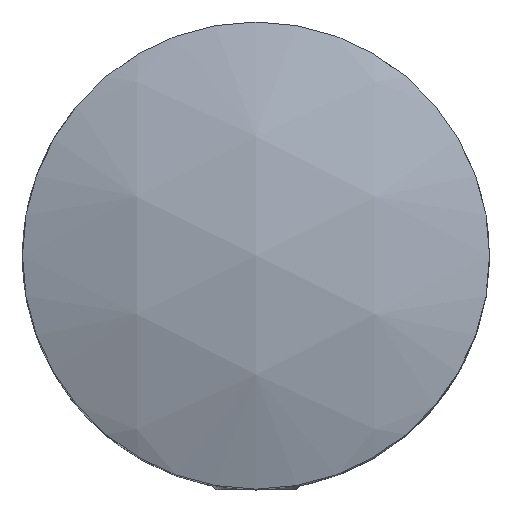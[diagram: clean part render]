
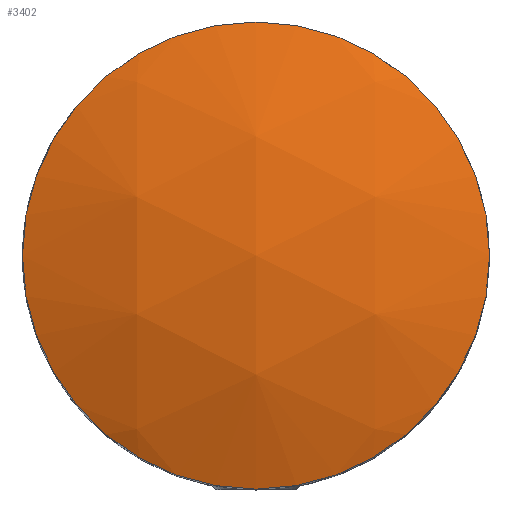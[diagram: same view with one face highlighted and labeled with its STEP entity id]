
A CAD part, top view. The second image highlights one B-rep face of the part: STEP entity #3402.
In plain terms, the highlighted spherical face has radius 28 mm.
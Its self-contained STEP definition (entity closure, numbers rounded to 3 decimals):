
#633 = ORIENTED_EDGE ( 'NONE', *, *, #7942, .T. ) ;
#1060 = DIRECTION ( 'NONE',  ( 0., 1., 0. ) ) ;
#3402 = ADVANCED_FACE ( 'NONE', ( #13785 ), #16552, .T. ) ;
#6077 = EDGE_LOOP ( 'NONE', ( #633 ) ) ;
#7079 = CARTESIAN_POINT ( 'NONE',  ( 11., 0., 23.749 ) ) ;
#7942 = EDGE_CURVE ( 'NONE', #16365, #16365, #17579, .T. ) ;
#8076 = AXIS2_PLACEMENT_3D ( 'NONE', #13801, #10042, #22258 ) ;
#10042 = DIRECTION ( 'NONE',  ( 0., 0., 1. ) ) ;
#13785 = FACE_OUTER_BOUND ( 'NONE', #6077, .T. ) ;
#13801 = CARTESIAN_POINT ( 'NONE',  ( 0., 0., 23.749 ) ) ;
#15213 = DIRECTION ( 'NONE',  ( -1., 0., 0. ) ) ;
#16365 = VERTEX_POINT ( 'NONE', #7079 ) ;
#16552 = SPHERICAL_SURFACE ( 'NONE', #18631, 28. ) ;
#17579 = CIRCLE ( 'NONE', #8076, 11. ) ;
#18631 = AXIS2_PLACEMENT_3D ( 'NONE', #20520, #15213, #1060 ) ;
#20520 = CARTESIAN_POINT ( 'NONE',  ( 0., 0., -2. ) ) ;
#22258 = DIRECTION ( 'NONE',  ( 1., 0., 0. ) ) ;
